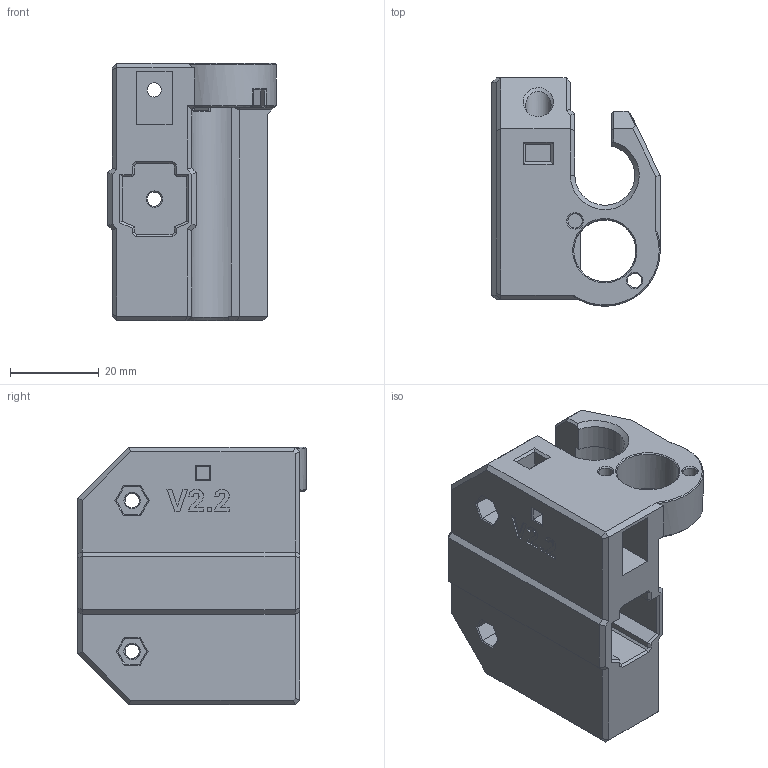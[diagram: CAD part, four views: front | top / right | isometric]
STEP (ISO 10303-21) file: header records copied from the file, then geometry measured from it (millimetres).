
FILE_DESCRIPTION(/* description */ (''),/* implementation_level */ '2;1');
FILE_NAME(/* name */ 'X idler zaribo pulley.step',/* time_stamp */ '2022-07-24T14:16:36+02:00',/* author */ (''),/* organization */ (''),/* preprocessor_version */ 'ST-DEVELOPER v19',/* originating_system */ 'Autodesk Translation Framework v11.7.0.108',/* authorisation */ '');
FILE_SCHEMA (('AUTOMOTIVE_DESIGN { 1 0 10303 214 3 1 1 }'));
Length unit declared in the file: millimetre
Products named in the file (1): Sin título
Bounding box: 38 x 51.5 x 58 mm (x, y, z)
Volume: 46873.4 mm3; surface area: 19375.8 mm2
Topology: 1 solids, 3 shells, 338 faces, 869 edges, 550 vertices
Faces by surface type: plane 241, bspline 42, cone 31, cylinder 24
Full cylindrical faces by diameter (mm): 3.2 x10, 3.7 x1, 5.8 x3, 7.2 x1, 14 x1
Entity records: 11362 total; most frequent: CARTESIAN_POINT 3339, ORIENTED_EDGE 1738, DIRECTION 1474, EDGE_CURVE 869, LINE 642, VECTOR 642, VERTEX_POINT 550, AXIS2_PLACEMENT_3D 416
